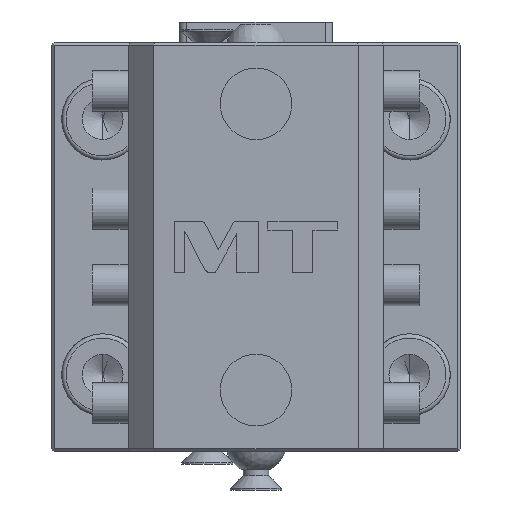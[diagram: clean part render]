
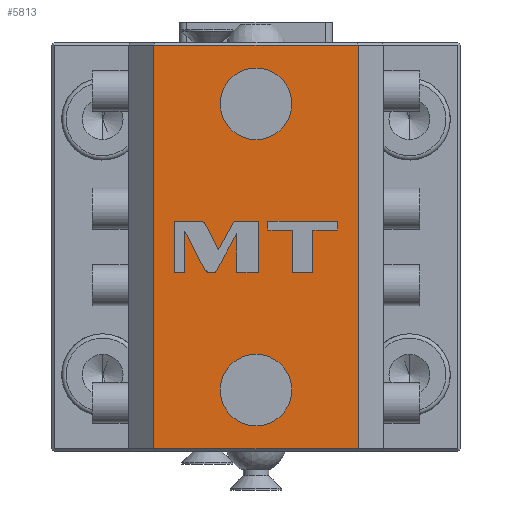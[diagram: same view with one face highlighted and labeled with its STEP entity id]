
A CAD part, left-side view. The second image highlights one B-rep face of the part: STEP entity #5813.
In plain terms, the highlighted planar face has unit normal (-1, 0, 0).
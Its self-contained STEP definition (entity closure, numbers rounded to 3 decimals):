
#1020=DIRECTION('',(0.,1.,0.));
#1021=VECTOR('',#1020,40.);
#1022=CARTESIAN_POINT('',(-98.,-20.,-39.5));
#1023=LINE('',#1022,#1021);
#1024=DIRECTION('',(0.,-1.,0.));
#1025=VECTOR('',#1024,40.);
#1026=CARTESIAN_POINT('',(-98.,20.,39.5));
#1027=LINE('',#1026,#1025);
#1028=DIRECTION('',(0.,0.,-1.));
#1029=VECTOR('',#1028,79.);
#1030=CARTESIAN_POINT('',(-98.,-20.,39.5));
#1031=LINE('',#1030,#1029);
#1032=CARTESIAN_POINT('',(-98.,0.,-28.));
#1033=DIRECTION('',(1.,0.,0.));
#1034=DIRECTION('',(0.,-1.,0.));
#1035=AXIS2_PLACEMENT_3D('',#1032,#1033,#1034);
#1037=CARTESIAN_POINT('',(-98.,0.,-28.));
#1038=DIRECTION('',(1.,0.,0.));
#1039=DIRECTION('',(0.,1.,0.));
#1040=AXIS2_PLACEMENT_3D('',#1037,#1038,#1039);
#1042=CARTESIAN_POINT('',(-98.,0.,28.));
#1043=DIRECTION('',(1.,0.,0.));
#1044=DIRECTION('',(0.,-1.,0.));
#1045=AXIS2_PLACEMENT_3D('',#1042,#1043,#1044);
#1047=CARTESIAN_POINT('',(-98.,0.,28.));
#1048=DIRECTION('',(1.,0.,0.));
#1049=DIRECTION('',(0.,1.,0.));
#1050=AXIS2_PLACEMENT_3D('',#1047,#1048,#1049);
#1052=DIRECTION('',(0.,-0.459,-0.888));
#1053=VECTOR('',#1052,8.387);
#1054=CARTESIAN_POINT('',(-98.,13.902,3.101));
#1055=LINE('',#1054,#1053);
#1056=CARTESIAN_POINT('',(-98.,10.05,-4.349));
#1057=CARTESIAN_POINT('',(-98.,9.842,-4.751));
#1058=CARTESIAN_POINT('',(-98.,9.432,-5.));
#1059=CARTESIAN_POINT('',(-98.,8.979,-5.));
#1061=DIRECTION('',(0.,-1.,0.));
#1062=VECTOR('',#1061,1.043);
#1063=CARTESIAN_POINT('',(-98.,8.979,-5.));
#1064=LINE('',#1063,#1062);
#1065=DIRECTION('',(0.,-0.481,0.877));
#1066=VECTOR('',#1065,8.677);
#1067=CARTESIAN_POINT('',(-98.,7.936,-5.));
#1068=LINE('',#1067,#1066);
#1069=DIRECTION('',(0.,0.,-1.));
#1070=VECTOR('',#1069,7.606);
#1071=CARTESIAN_POINT('',(-98.,3.761,2.606));
#1072=LINE('',#1071,#1070);
#1073=DIRECTION('',(0.,-1.,0.));
#1074=VECTOR('',#1073,4.208);
#1075=CARTESIAN_POINT('',(-98.,3.761,-5.));
#1076=LINE('',#1075,#1074);
#1077=DIRECTION('',(0.,0.,1.));
#1078=VECTOR('',#1077,10.);
#1079=CARTESIAN_POINT('',(-98.,-0.447,-5.));
#1080=LINE('',#1079,#1078);
#1081=DIRECTION('',(0.,1.,0.));
#1082=VECTOR('',#1081,4.744);
#1083=CARTESIAN_POINT('',(-98.,-0.447,5.));
#1084=LINE('',#1083,#1082);
#1085=DIRECTION('',(0.,0.481,-0.877));
#1086=VECTOR('',#1085,6.341);
#1087=CARTESIAN_POINT('',(-98.,4.297,5.));
#1088=LINE('',#1087,#1086);
#1089=DIRECTION('',(0.,0.459,0.888));
#1090=VECTOR('',#1089,5.524);
#1091=CARTESIAN_POINT('',(-98.,7.348,-0.558));
#1092=LINE('',#1091,#1090);
#1093=CARTESIAN_POINT('',(-98.,9.885,4.349));
#1094=CARTESIAN_POINT('',(-98.,10.093,4.751));
#1095=CARTESIAN_POINT('',(-98.,10.503,5.));
#1096=CARTESIAN_POINT('',(-98.,10.955,5.));
#1098=DIRECTION('',(0.,1.,0.));
#1099=VECTOR('',#1098,5.027);
#1100=CARTESIAN_POINT('',(-98.,10.955,5.));
#1101=LINE('',#1100,#1099);
#1102=DIRECTION('',(0.,0.,-1.));
#1103=VECTOR('',#1102,10.);
#1104=CARTESIAN_POINT('',(-98.,15.982,5.));
#1105=LINE('',#1104,#1103);
#1106=DIRECTION('',(0.,-1.,0.));
#1107=VECTOR('',#1106,2.08);
#1108=CARTESIAN_POINT('',(-98.,15.982,-5.));
#1109=LINE('',#1108,#1107);
#1110=DIRECTION('',(0.,0.,1.));
#1111=VECTOR('',#1110,8.101);
#1112=CARTESIAN_POINT('',(-98.,13.902,-5.));
#1113=LINE('',#1112,#1111);
#1114=DIRECTION('',(0.,0.,-1.));
#1115=VECTOR('',#1114,8.297);
#1116=CARTESIAN_POINT('',(-98.,-7.172,3.297));
#1117=LINE('',#1116,#1115);
#1118=DIRECTION('',(0.,-1.,0.));
#1119=VECTOR('',#1118,3.961);
#1120=CARTESIAN_POINT('',(-98.,-7.172,-5.));
#1121=LINE('',#1120,#1119);
#1122=DIRECTION('',(0.,0.,1.));
#1123=VECTOR('',#1122,8.297);
#1124=CARTESIAN_POINT('',(-98.,-11.133,-5.));
#1125=LINE('',#1124,#1123);
#1126=DIRECTION('',(0.,-1.,0.));
#1127=VECTOR('',#1126,4.848);
#1128=CARTESIAN_POINT('',(-98.,-11.133,3.297));
#1129=LINE('',#1128,#1127);
#1130=DIRECTION('',(0.,0.,1.));
#1131=VECTOR('',#1130,1.703);
#1132=CARTESIAN_POINT('',(-98.,-15.981,3.297));
#1133=LINE('',#1132,#1131);
#1134=DIRECTION('',(0.,1.,0.));
#1135=VECTOR('',#1134,13.657);
#1136=CARTESIAN_POINT('',(-98.,-15.981,5.));
#1137=LINE('',#1136,#1135);
#1138=DIRECTION('',(0.,0.,-1.));
#1139=VECTOR('',#1138,1.703);
#1140=CARTESIAN_POINT('',(-98.,-2.324,5.));
#1141=LINE('',#1140,#1139);
#1142=DIRECTION('',(0.,-1.,0.));
#1143=VECTOR('',#1142,4.848);
#1144=CARTESIAN_POINT('',(-98.,-2.324,3.297));
#1145=LINE('',#1144,#1143);
#1162=DIRECTION('',(0.,0.,-1.));
#1163=VECTOR('',#1162,79.);
#1164=CARTESIAN_POINT('',(-98.,20.,39.5));
#1165=LINE('',#1164,#1163);
#3877=CARTESIAN_POINT('',(-98.,-20.,-39.5));
#3878=VERTEX_POINT('',#3877);
#3881=CARTESIAN_POINT('',(-98.,20.,-39.5));
#3882=VERTEX_POINT('',#3881);
#3917=CARTESIAN_POINT('',(-98.,20.,39.5));
#3918=VERTEX_POINT('',#3917);
#3921=CARTESIAN_POINT('',(-98.,-20.,39.5));
#3922=VERTEX_POINT('',#3921);
#4397=CARTESIAN_POINT('',(-98.,-7.,-28.));
#4398=CARTESIAN_POINT('',(-98.,7.,-28.));
#4399=VERTEX_POINT('',#4397);
#4400=VERTEX_POINT('',#4398);
#4405=CARTESIAN_POINT('',(-98.,-7.,28.));
#4406=CARTESIAN_POINT('',(-98.,7.,28.));
#4407=VERTEX_POINT('',#4405);
#4408=VERTEX_POINT('',#4406);
#4469=CARTESIAN_POINT('',(-98.,13.902,3.101));
#4470=VERTEX_POINT('',#4469);
#4471=CARTESIAN_POINT('',(-98.,10.05,-4.349));
#4472=VERTEX_POINT('',#4471);
#4473=CARTESIAN_POINT('',(-98.,8.979,-5.));
#4474=VERTEX_POINT('',#4473);
#4475=CARTESIAN_POINT('',(-98.,7.936,-5.));
#4476=VERTEX_POINT('',#4475);
#4477=CARTESIAN_POINT('',(-98.,3.761,2.606));
#4478=VERTEX_POINT('',#4477);
#4479=CARTESIAN_POINT('',(-98.,3.761,-5.));
#4480=VERTEX_POINT('',#4479);
#4481=CARTESIAN_POINT('',(-98.,-0.447,-5.));
#4482=VERTEX_POINT('',#4481);
#4483=CARTESIAN_POINT('',(-98.,-0.447,5.));
#4484=VERTEX_POINT('',#4483);
#4485=CARTESIAN_POINT('',(-98.,4.297,5.));
#4486=VERTEX_POINT('',#4485);
#4487=CARTESIAN_POINT('',(-98.,7.348,-0.558));
#4488=VERTEX_POINT('',#4487);
#4489=CARTESIAN_POINT('',(-98.,9.885,4.349));
#4490=VERTEX_POINT('',#4489);
#4491=CARTESIAN_POINT('',(-98.,10.955,5.));
#4492=VERTEX_POINT('',#4491);
#4493=CARTESIAN_POINT('',(-98.,15.982,5.));
#4494=VERTEX_POINT('',#4493);
#4495=CARTESIAN_POINT('',(-98.,15.982,-5.));
#4496=VERTEX_POINT('',#4495);
#4497=CARTESIAN_POINT('',(-98.,13.902,-5.));
#4498=VERTEX_POINT('',#4497);
#4499=CARTESIAN_POINT('',(-98.,-7.172,3.297));
#4500=VERTEX_POINT('',#4499);
#4501=CARTESIAN_POINT('',(-98.,-7.172,-5.));
#4502=VERTEX_POINT('',#4501);
#4503=CARTESIAN_POINT('',(-98.,-11.133,-5.));
#4504=VERTEX_POINT('',#4503);
#4505=CARTESIAN_POINT('',(-98.,-11.133,3.297));
#4506=VERTEX_POINT('',#4505);
#4507=CARTESIAN_POINT('',(-98.,-15.981,3.297));
#4508=VERTEX_POINT('',#4507);
#4509=CARTESIAN_POINT('',(-98.,-15.981,5.));
#4510=VERTEX_POINT('',#4509);
#4511=CARTESIAN_POINT('',(-98.,-2.324,5.));
#4512=VERTEX_POINT('',#4511);
#4513=CARTESIAN_POINT('',(-98.,-2.324,3.297));
#4514=VERTEX_POINT('',#4513);
#5737=CARTESIAN_POINT('',(-98.,-20.,40.));
#5738=DIRECTION('',(-1.,0.,0.));
#5739=DIRECTION('',(0.,1.,0.));
#5740=AXIS2_PLACEMENT_3D('',#5737,#5738,#5739);
#5741=PLANE('',#5740);
#5743=ORIENTED_EDGE('',*,*,#5742,.T.);
#5745=ORIENTED_EDGE('',*,*,#5744,.F.);
#5747=ORIENTED_EDGE('',*,*,#5746,.T.);
#5748=ORIENTED_EDGE('',*,*,#5729,.T.);
#5749=EDGE_LOOP('',(#5743,#5745,#5747,#5748));
#5750=FACE_OUTER_BOUND('',#5749,.F.);
#5752=ORIENTED_EDGE('',*,*,#5751,.F.);
#5754=ORIENTED_EDGE('',*,*,#5753,.F.);
#5755=EDGE_LOOP('',(#5752,#5754));
#5756=FACE_BOUND('',#5755,.F.);
#5758=ORIENTED_EDGE('',*,*,#5757,.F.);
#5760=ORIENTED_EDGE('',*,*,#5759,.F.);
#5761=EDGE_LOOP('',(#5758,#5760));
#5762=FACE_BOUND('',#5761,.F.);
#5764=ORIENTED_EDGE('',*,*,#5763,.T.);
#5766=ORIENTED_EDGE('',*,*,#5765,.T.);
#5768=ORIENTED_EDGE('',*,*,#5767,.T.);
#5770=ORIENTED_EDGE('',*,*,#5769,.T.);
#5772=ORIENTED_EDGE('',*,*,#5771,.T.);
#5774=ORIENTED_EDGE('',*,*,#5773,.T.);
#5776=ORIENTED_EDGE('',*,*,#5775,.T.);
#5778=ORIENTED_EDGE('',*,*,#5777,.T.);
#5780=ORIENTED_EDGE('',*,*,#5779,.T.);
#5782=ORIENTED_EDGE('',*,*,#5781,.T.);
#5784=ORIENTED_EDGE('',*,*,#5783,.T.);
#5786=ORIENTED_EDGE('',*,*,#5785,.T.);
#5788=ORIENTED_EDGE('',*,*,#5787,.T.);
#5790=ORIENTED_EDGE('',*,*,#5789,.T.);
#5792=ORIENTED_EDGE('',*,*,#5791,.T.);
#5793=EDGE_LOOP('',(#5764,#5766,#5768,#5770,#5772,#5774,#5776,#5778,#5780,#5782,
#5784,#5786,#5788,#5790,#5792));
#5794=FACE_BOUND('',#5793,.F.);
#5796=ORIENTED_EDGE('',*,*,#5795,.T.);
#5798=ORIENTED_EDGE('',*,*,#5797,.T.);
#5800=ORIENTED_EDGE('',*,*,#5799,.T.);
#5802=ORIENTED_EDGE('',*,*,#5801,.T.);
#5804=ORIENTED_EDGE('',*,*,#5803,.T.);
#5806=ORIENTED_EDGE('',*,*,#5805,.T.);
#5808=ORIENTED_EDGE('',*,*,#5807,.T.);
#5810=ORIENTED_EDGE('',*,*,#5809,.T.);
#5811=EDGE_LOOP('',(#5796,#5798,#5800,#5802,#5804,#5806,#5808,#5810));
#5812=FACE_BOUND('',#5811,.F.);
#5813=ADVANCED_FACE('',(#5750,#5756,#5762,#5794,#5812),#5741,.T.);
#1036=CIRCLE('',#1035,7.);
#1041=CIRCLE('',#1040,7.);
#1046=CIRCLE('',#1045,7.);
#1051=CIRCLE('',#1050,7.);
#1060=B_SPLINE_CURVE_WITH_KNOTS('',3,(#1056,#1057,#1058,#1059),.UNSPECIFIED.,
.F.,.F.,(4,4),(0.,1.),.UNSPECIFIED.);
#1097=B_SPLINE_CURVE_WITH_KNOTS('',3,(#1093,#1094,#1095,#1096),.UNSPECIFIED.,
.F.,.F.,(4,4),(0.,1.),.UNSPECIFIED.);
#5729=EDGE_CURVE('',#3922,#3878,#1031,.T.);
#5742=EDGE_CURVE('',#3878,#3882,#1023,.T.);
#5744=EDGE_CURVE('',#3918,#3882,#1165,.T.);
#5746=EDGE_CURVE('',#3918,#3922,#1027,.T.);
#5751=EDGE_CURVE('',#4399,#4400,#1036,.T.);
#5753=EDGE_CURVE('',#4400,#4399,#1041,.T.);
#5757=EDGE_CURVE('',#4407,#4408,#1046,.T.);
#5759=EDGE_CURVE('',#4408,#4407,#1051,.T.);
#5763=EDGE_CURVE('',#4470,#4472,#1055,.T.);
#5765=EDGE_CURVE('',#4472,#4474,#1060,.T.);
#5767=EDGE_CURVE('',#4474,#4476,#1064,.T.);
#5769=EDGE_CURVE('',#4476,#4478,#1068,.T.);
#5771=EDGE_CURVE('',#4478,#4480,#1072,.T.);
#5773=EDGE_CURVE('',#4480,#4482,#1076,.T.);
#5775=EDGE_CURVE('',#4482,#4484,#1080,.T.);
#5777=EDGE_CURVE('',#4484,#4486,#1084,.T.);
#5779=EDGE_CURVE('',#4486,#4488,#1088,.T.);
#5781=EDGE_CURVE('',#4488,#4490,#1092,.T.);
#5783=EDGE_CURVE('',#4490,#4492,#1097,.T.);
#5785=EDGE_CURVE('',#4492,#4494,#1101,.T.);
#5787=EDGE_CURVE('',#4494,#4496,#1105,.T.);
#5789=EDGE_CURVE('',#4496,#4498,#1109,.T.);
#5791=EDGE_CURVE('',#4498,#4470,#1113,.T.);
#5795=EDGE_CURVE('',#4500,#4502,#1117,.T.);
#5797=EDGE_CURVE('',#4502,#4504,#1121,.T.);
#5799=EDGE_CURVE('',#4504,#4506,#1125,.T.);
#5801=EDGE_CURVE('',#4506,#4508,#1129,.T.);
#5803=EDGE_CURVE('',#4508,#4510,#1133,.T.);
#5805=EDGE_CURVE('',#4510,#4512,#1137,.T.);
#5807=EDGE_CURVE('',#4512,#4514,#1141,.T.);
#5809=EDGE_CURVE('',#4514,#4500,#1145,.T.);
